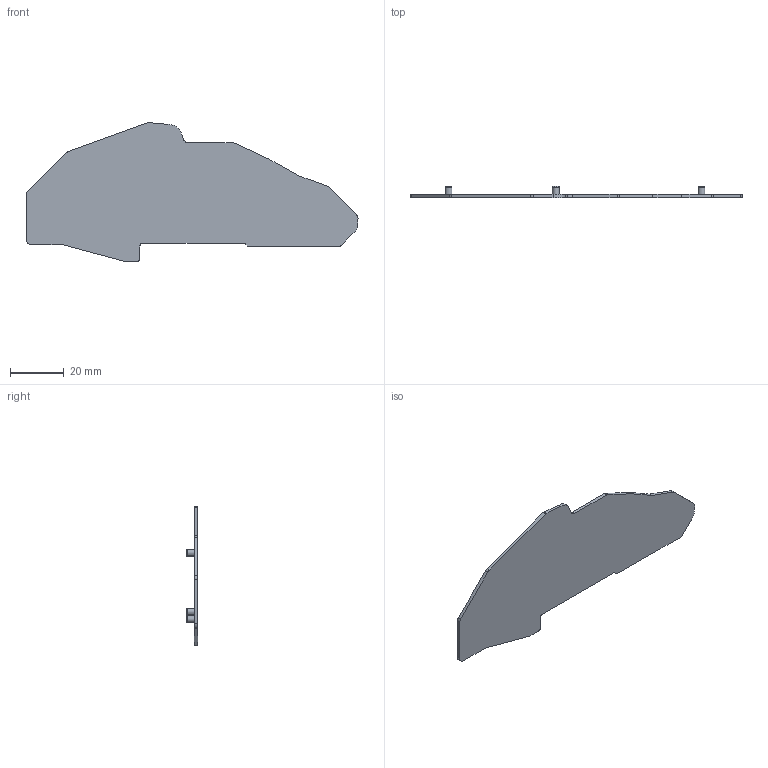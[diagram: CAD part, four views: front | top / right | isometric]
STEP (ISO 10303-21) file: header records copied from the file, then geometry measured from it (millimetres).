
FILE_DESCRIPTION(/* description */ ('Unknown'),/* implementation_level */ '2;1');
FILE_NAME(/* name */ 'S-BKF-SA',/* time_stamp */ '2024-11-14T14:58:28-03:00',/* author */ ('Unknown'),/* organization */ ('Unknown'),/* preprocessor_version */ 'ST-DEVELOPER v16.7',/* originating_system */ 'Solid Edge',/* authorisation */ 'Unknown');
FILE_SCHEMA (('AUTOMOTIVE_DESIGN {1 0 10303 214 3 1 1}'));
Length unit declared in the file: millimetre
Products named in the file (1): S-BKF-SA
Bounding box: 123 x 4.2 x 51.35 mm (x, y, z)
Volume: 5062.2 mm3; surface area: 8789.4 mm2
Topology: 1 solids, 1 shells, 47 faces, 126 edges, 84 vertices
Faces by surface type: plane 24, cylinder 20, torus 3
Full cylindrical faces by diameter (mm): 2.5 x3
Entity records: 1456 total; most frequent: DIRECTION 256, CARTESIAN_POINT 246, ORIENTED_EDGE 234, EDGE_CURVE 117, AXIS2_PLACEMENT_3D 91, VERTEX_POINT 81, LINE 74, VECTOR 74
